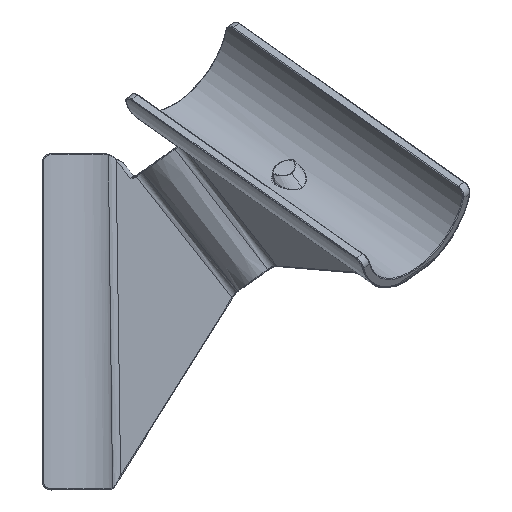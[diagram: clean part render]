
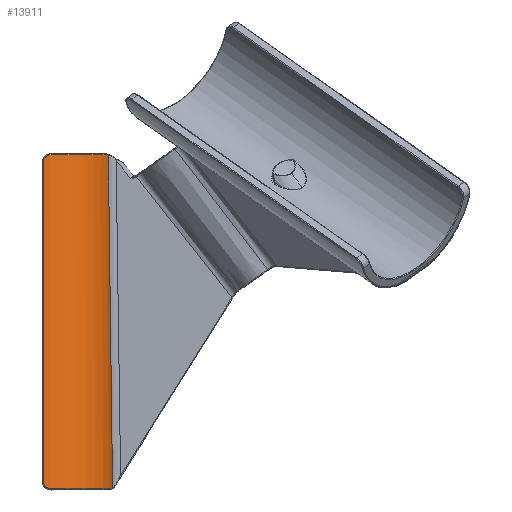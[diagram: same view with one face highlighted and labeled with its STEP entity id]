
A CAD part, top view. The second image highlights one B-rep face of the part: STEP entity #13911.
In plain terms, the highlighted cylindrical face has radius 21.844 mm (diameter 43.688 mm), a partial arc.
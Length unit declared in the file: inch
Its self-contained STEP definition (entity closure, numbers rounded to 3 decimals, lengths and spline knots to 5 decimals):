
#104 = CARTESIAN_POINT ( 'NONE',  ( 0.80167, -2.26223, 0.31134 ) ) ;
#216 = CARTESIAN_POINT ( 'NONE',  ( 0.83887, -4.69548, 0.19859 ) ) ;
#443 = EDGE_CURVE ( 'NONE', #15298, #1622, #7424, .T. ) ;
#1499 = VERTEX_POINT ( 'NONE', #17283 ) ;
#1622 = VERTEX_POINT ( 'NONE', #14577 ) ;
#2525 = B_SPLINE_CURVE_WITH_KNOTS ( 'NONE', 3,
 ( #3904, #14201, #6980, #17541, #7047, #16043, #18964, #15966, #8476, #5755, #10247, #11622, #8669, #2646, #14723, #17479 ),
 .UNSPECIFIED., .F., .F.,
 ( 4, 2, 2, 2, 2, 2, 2, 4 ),
 ( 0., 0.00091, 0.00137, 0.00182, 0.00228, 0.00273, 0.00319, 0.00364 ),
 .UNSPECIFIED. ) ;
#2646 = CARTESIAN_POINT ( 'NONE',  ( 0.1527, -5.98944, 0.84636 ) ) ;
#3018 = ORIENTED_EDGE ( 'NONE', *, *, #15041, .T. ) ;
#3042 = DIRECTION ( 'NONE',  ( -1., 0., 0. ) ) ;
#3750 = AXIS2_PLACEMENT_3D ( 'NONE', #5150, #18571, #6839 ) ;
#3883 = VECTOR ( 'NONE', #18428, 39.37008 ) ;
#3904 = CARTESIAN_POINT ( 'NONE',  ( 0.07335, -5.9, 0.85687 ) ) ;
#3975 = CARTESIAN_POINT ( 'NONE',  ( 0.16441, -2.26, 0.84414 ) ) ;
#4308 = CARTESIAN_POINT ( 'NONE',  ( 0.823, -5.98835, 0.25118 ) ) ;
#4533 = AXIS2_PLACEMENT_3D ( 'NONE', #10511, #12085, #3042 ) ;
#4590 = ORIENTED_EDGE ( 'NONE', *, *, #16791, .T. ) ;
#4854 = CARTESIAN_POINT ( 'NONE',  ( 0.79544, -2.26083, 0.32737 ) ) ;
#5150 = CARTESIAN_POINT ( 'NONE',  ( 0., -5.99, 0. ) ) ;
#5496 = CARTESIAN_POINT ( 'NONE',  ( 0.07335, -2.34399, 0.85687 ) ) ;
#5622 = CARTESIAN_POINT ( 'NONE',  ( 0.07396, -2.33808, 0.85681 ) ) ;
#5625 = EDGE_CURVE ( 'NONE', #1622, #1499, #7842, .T. ) ;
#5702 = ORIENTED_EDGE ( 'NONE', *, *, #10646, .T. ) ;
#5755 = CARTESIAN_POINT ( 'NONE',  ( 0.11932, -5.97841, 0.8517 ) ) ;
#5978 = EDGE_CURVE ( 'NONE', #16505, #15742, #12758, .T. ) ;
#6292 = ORIENTED_EDGE ( 'NONE', *, *, #10482, .T. ) ;
#6762 = VERTEX_POINT ( 'NONE', #19433 ) ;
#6839 = DIRECTION ( 'NONE',  ( 1., 0., 0. ) ) ;
#6980 = CARTESIAN_POINT ( 'NONE',  ( 0.07583, -5.92397, 0.85666 ) ) ;
#7047 = CARTESIAN_POINT ( 'NONE',  ( 0.08567, -5.94559, 0.85573 ) ) ;
#7294 = CARTESIAN_POINT ( 'NONE',  ( 0.8142, -5.99, 0.27839 ) ) ;
#7424 = B_SPLINE_CURVE_WITH_KNOTS ( 'NONE', 3,
 ( #3975, #11490, #15852, #14598, #10004, #17549, #11565, #8345, #14405, #14463, #10064, #5622, #5496, #17606 ),
 .UNSPECIFIED., .F., .F.,
 ( 4, 2, 2, 2, 2, 2, 4 ),
 ( 0., 0.00091, 0.00182, 0.00227, 0.00273, 0.00318, 0.00364 ),
 .UNSPECIFIED. ) ;
#7678 = CARTESIAN_POINT ( 'NONE',  ( 0.82319, -3.45229, 0.25593 ) ) ;
#7787 = VERTEX_POINT ( 'NONE', #9633 ) ;
#7842 = LINE ( 'NONE', #13903, #3883 ) ;
#7918 = CIRCLE ( 'NONE', #3750, 0.86 ) ;
#7973 = CARTESIAN_POINT ( 'NONE',  ( 0.78152, -2.26, 0.35892 ) ) ;
#8345 = CARTESIAN_POINT ( 'NONE',  ( 0.0856, -2.30453, 0.85574 ) ) ;
#8411 = ORIENTED_EDGE ( 'NONE', *, *, #5978, .T. ) ;
#8476 = CARTESIAN_POINT ( 'NONE',  ( 0.10943, -5.97198, 0.85302 ) ) ;
#8669 = CARTESIAN_POINT ( 'NONE',  ( 0.14122, -5.98722, 0.84835 ) ) ;
#8905 = ORIENTED_EDGE ( 'NONE', *, *, #443, .T. ) ;
#9025 = CARTESIAN_POINT ( 'NONE',  ( 0.80397, -5.99, 0.30534 ) ) ;
#9177 = VERTEX_POINT ( 'NONE', #104 ) ;
#9633 = CARTESIAN_POINT ( 'NONE',  ( 0.16441, -5.99, 0.84414 ) ) ;
#9735 = ORIENTED_EDGE ( 'NONE', *, *, #5625, .T. ) ;
#9918 = EDGE_CURVE ( 'NONE', #7787, #16505, #7918, .T. ) ;
#10004 = CARTESIAN_POINT ( 'NONE',  ( 0.10888, -2.27771, 0.85312 ) ) ;
#10064 = CARTESIAN_POINT ( 'NONE',  ( 0.07632, -2.32646, 0.85661 ) ) ;
#10247 = CARTESIAN_POINT ( 'NONE',  ( 0.12454, -5.98113, 0.85095 ) ) ;
#10433 = CARTESIAN_POINT ( 'NONE',  ( 0.83783, -5.9839, 0.19608 ) ) ;
#10482 = EDGE_CURVE ( 'NONE', #1499, #7787, #2525, .T. ) ;
#10511 = CARTESIAN_POINT ( 'NONE',  ( 0., -7.89177, 0. ) ) ;
#10646 = EDGE_CURVE ( 'NONE', #15742, #9177, #18499, .T. ) ;
#10795 = CARTESIAN_POINT ( 'NONE',  ( 0.80167, -2.26223, 0.31134 ) ) ;
#11144 = B_SPLINE_CURVE_WITH_KNOTS ( 'NONE', 3,
 ( #14013, #4854, #12301, #7973 ),
 .UNSPECIFIED., .F., .F.,
 ( 4, 4 ),
 ( 0., 0.00131 ),
 .UNSPECIFIED. ) ;
#11146 = FACE_OUTER_BOUND ( 'NONE', #12878, .T. ) ;
#11490 = CARTESIAN_POINT ( 'NONE',  ( 0.15262, -2.26, 0.84644 ) ) ;
#11565 = CARTESIAN_POINT ( 'NONE',  ( 0.0923, -2.29472, 0.85504 ) ) ;
#11622 = CARTESIAN_POINT ( 'NONE',  ( 0.1355, -5.98554, 0.84928 ) ) ;
#12056 = CARTESIAN_POINT ( 'NONE',  ( 0.16441, -2.26, 0.84414 ) ) ;
#12085 = DIRECTION ( 'NONE',  ( 0., 1., 0. ) ) ;
#12301 = CARTESIAN_POINT ( 'NONE',  ( 0.78873, -2.26, 0.34323 ) ) ;
#12737 = CARTESIAN_POINT ( 'NONE',  ( 0., -2.26, 0. ) ) ;
#12758 = B_SPLINE_CURVE_WITH_KNOTS ( 'NONE', 3,
 ( #16492, #7294, #4308, #10433, #18001, #17739 ),
 .UNSPECIFIED., .F., .F.,
 ( 4, 2, 4 ),
 ( 0., 0.00218, 0.00436 ),
 .UNSPECIFIED. ) ;
#12878 = EDGE_LOOP ( 'NONE', ( #5702, #4590, #3018, #8905, #9735, #6292, #14382, #8411 ) ) ;
#13008 = DIRECTION ( 'NONE',  ( 1., 0., 0. ) ) ;
#13903 = CARTESIAN_POINT ( 'NONE',  ( 0.07335, -7.89177, 0.85687 ) ) ;
#13911 = ADVANCED_FACE ( 'NONE', ( #11146 ), #14674, .T. ) ;
#14013 = CARTESIAN_POINT ( 'NONE',  ( 0.80167, -2.26223, 0.31134 ) ) ;
#14201 = CARTESIAN_POINT ( 'NONE',  ( 0.07335, -5.91203, 0.85687 ) ) ;
#14382 = ORIENTED_EDGE ( 'NONE', *, *, #9918, .T. ) ;
#14405 = CARTESIAN_POINT ( 'NONE',  ( 0.08276, -2.30972, 0.85601 ) ) ;
#14463 = CARTESIAN_POINT ( 'NONE',  ( 0.07811, -2.32069, 0.85645 ) ) ;
#14577 = CARTESIAN_POINT ( 'NONE',  ( 0.07335, -2.35, 0.85687 ) ) ;
#14598 = CARTESIAN_POINT ( 'NONE',  ( 0.11906, -2.2711, 0.85179 ) ) ;
#14674 = CYLINDRICAL_SURFACE ( 'NONE', #4533, 0.86 ) ;
#14723 = CARTESIAN_POINT ( 'NONE',  ( 0.15851, -5.99, 0.84529 ) ) ;
#15041 = EDGE_CURVE ( 'NONE', #6762, #15298, #15863, .T. ) ;
#15298 = VERTEX_POINT ( 'NONE', #12056 ) ;
#15742 = VERTEX_POINT ( 'NONE', #17894 ) ;
#15852 = CARTESIAN_POINT ( 'NONE',  ( 0.14083, -2.2623, 0.84846 ) ) ;
#15863 = CIRCLE ( 'NONE', #18835, 0.86 ) ;
#15966 = CARTESIAN_POINT ( 'NONE',  ( 0.10471, -5.96821, 0.85361 ) ) ;
#16043 = CARTESIAN_POINT ( 'NONE',  ( 0.09242, -5.95543, 0.85503 ) ) ;
#16492 = CARTESIAN_POINT ( 'NONE',  ( 0.80397, -5.99, 0.30534 ) ) ;
#16505 = VERTEX_POINT ( 'NONE', #9025 ) ;
#16791 = EDGE_CURVE ( 'NONE', #9177, #6762, #11144, .T. ) ;
#17266 = DIRECTION ( 'NONE',  ( 0., -1., 0. ) ) ;
#17283 = CARTESIAN_POINT ( 'NONE',  ( 0.07335, -5.9, 0.85687 ) ) ;
#17479 = CARTESIAN_POINT ( 'NONE',  ( 0.16441, -5.99, 0.84414 ) ) ;
#17541 = CARTESIAN_POINT ( 'NONE',  ( 0.08278, -5.94032, 0.85601 ) ) ;
#17549 = CARTESIAN_POINT ( 'NONE',  ( 0.09619, -2.2901, 0.85461 ) ) ;
#17606 = CARTESIAN_POINT ( 'NONE',  ( 0.07335, -2.35, 0.85687 ) ) ;
#17739 = CARTESIAN_POINT ( 'NONE',  ( 0.84854, -5.97848, 0.13994 ) ) ;
#17894 = CARTESIAN_POINT ( 'NONE',  ( 0.84854, -5.97848, 0.13994 ) ) ;
#18001 = CARTESIAN_POINT ( 'NONE',  ( 0.84388, -5.98107, 0.16821 ) ) ;
#18054 = CARTESIAN_POINT ( 'NONE',  ( 0.84854, -5.97848, 0.13994 ) ) ;
#18428 = DIRECTION ( 'NONE',  ( 0., -1., 0. ) ) ;
#18499 =( BOUNDED_CURVE ( )  B_SPLINE_CURVE ( 3, ( #18054, #216, #7678, #10795 ),
 .UNSPECIFIED., .F., .F. ) 
 B_SPLINE_CURVE_WITH_KNOTS ( ( 4, 4 ),
 ( 4.9561, 5.16308 ),
 .UNSPECIFIED. ) 
 CURVE ( )  GEOMETRIC_REPRESENTATION_ITEM ( )  RATIONAL_B_SPLINE_CURVE ( ( 1., 0.996, 0.996, 1. ) ) 
 REPRESENTATION_ITEM ( '' )  );
#18571 = DIRECTION ( 'NONE',  ( 0., 1., 0. ) ) ;
#18835 = AXIS2_PLACEMENT_3D ( 'NONE', #12737, #17266, #13008 ) ;
#18964 = CARTESIAN_POINT ( 'NONE',  ( 0.09623, -5.95995, 0.85461 ) ) ;
#19433 = CARTESIAN_POINT ( 'NONE',  ( 0.78152, -2.26, 0.35892 ) ) ;
